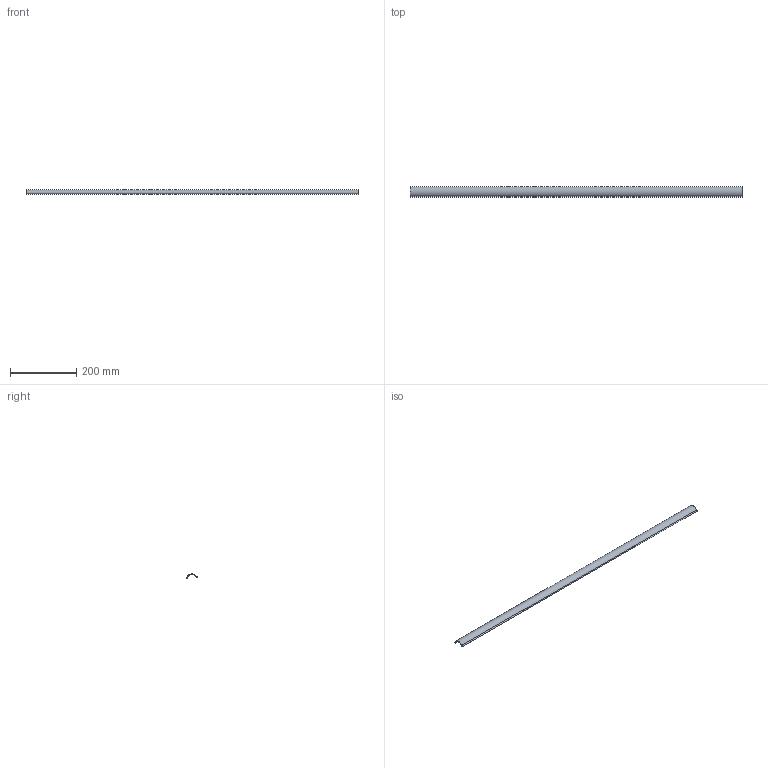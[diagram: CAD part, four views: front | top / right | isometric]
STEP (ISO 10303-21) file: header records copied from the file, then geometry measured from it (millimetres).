
FILE_DESCRIPTION(('STEP AP214'),'1');
FILE_NAME('cctmp_56DEF561-F2BD-4D1E-8819-BC26A21B1FAE_2020_1_13_16_52_24_309..stp','2020-01-13T15:52:24',('Bosch Rexroth AG'),('CADClick - www.CADClick.com'),'Spatial InterOp 3D',' ','unknown authorization - (Healing Option Enabled)');
FILE_SCHEMA(('AUTOMOTIVE_DESIGN'));
Length unit declared in the file: millimetre
Products named in the file (1): 2020_01_13__16-52-24-309
Bounding box: 1000 x 32.17 x 13.35 mm (x, y, z)
Volume: 85641.1 mm3; surface area: 86537.6 mm2
Topology: 1 solids, 1 shells, 8 faces, 18 edges, 12 vertices
Faces by surface type: cylinder 4, plane 4
Entity records: 318 total; most frequent: DIRECTION 44, CARTESIAN_POINT 39, ORIENTED_EDGE 36, EDGE_CURVE 18, AXIS2_PLACEMENT_3D 17, VERTEX_POINT 12, LINE 10, VECTOR 10
